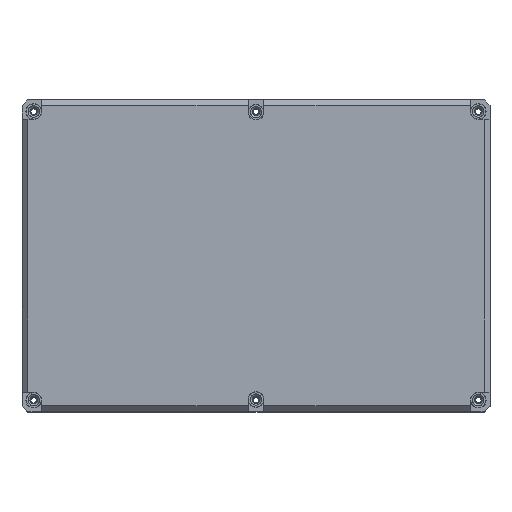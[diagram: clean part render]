
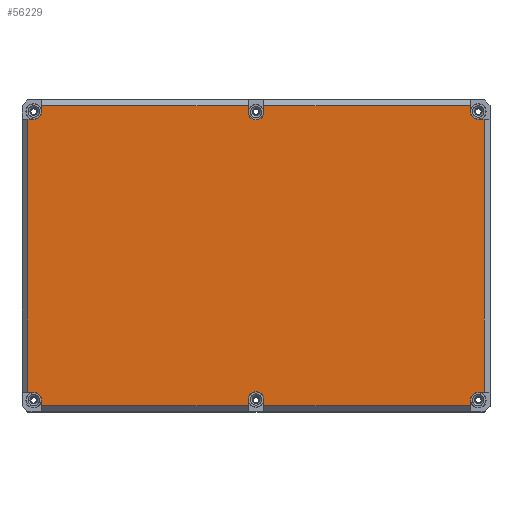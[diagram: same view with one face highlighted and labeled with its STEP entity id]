
A CAD part, top view. The second image highlights one B-rep face of the part: STEP entity #56229.
In plain terms, the highlighted planar face has unit normal (0, 0, 1).
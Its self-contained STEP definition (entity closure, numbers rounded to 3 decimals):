
#47380=DIRECTION('',(-1.,0.,0.));
#47381=VECTOR('',#47380,105.948);
#47382=CARTESIAN_POINT('',(109.974,77.,45.));
#47383=LINE('',#47382,#47381);
#47408=DIRECTION('',(-1.,0.,0.));
#47409=VECTOR('',#47408,105.948);
#47410=CARTESIAN_POINT('',(-4.026,77.,45.));
#47411=LINE('',#47410,#47409);
#47508=DIRECTION('',(0.,1.,0.));
#47509=VECTOR('',#47508,139.948);
#47510=CARTESIAN_POINT('',(117.,-69.974,45.));
#47511=LINE('',#47510,#47509);
#47676=DIRECTION('',(1.,0.,0.));
#47677=VECTOR('',#47676,105.948);
#47678=CARTESIAN_POINT('',(4.026,-77.,45.));
#47679=LINE('',#47678,#47677);
#47704=DIRECTION('',(1.,0.,0.));
#47705=VECTOR('',#47704,105.948);
#47706=CARTESIAN_POINT('',(-109.974,-77.,45.));
#47707=LINE('',#47706,#47705);
#47718=DIRECTION('',(0.,-1.,0.));
#47719=VECTOR('',#47718,3.);
#47720=CARTESIAN_POINT('',(109.974,77.,45.));
#47721=LINE('',#47720,#47719);
#47725=CARTESIAN_POINT('',(114.,74.,45.));
#47726=DIRECTION('',(0.,0.,1.));
#47727=DIRECTION('',(-1.,0.,0.));
#47728=AXIS2_PLACEMENT_3D('',#47725,#47726,#47727);
#47733=DIRECTION('',(-1.,0.,0.));
#47734=VECTOR('',#47733,3.);
#47735=CARTESIAN_POINT('',(117.,69.974,45.));
#47736=LINE('',#47735,#47734);
#47740=DIRECTION('',(-1.,0.,0.));
#47741=VECTOR('',#47740,3.);
#47742=CARTESIAN_POINT('',(117.,-69.974,45.));
#47743=LINE('',#47742,#47741);
#47747=CARTESIAN_POINT('',(114.,-74.,45.));
#47748=DIRECTION('',(0.,0.,1.));
#47749=DIRECTION('',(0.,1.,0.));
#47750=AXIS2_PLACEMENT_3D('',#47747,#47748,#47749);
#47755=DIRECTION('',(0.,1.,0.));
#47756=VECTOR('',#47755,3.);
#47757=CARTESIAN_POINT('',(109.974,-77.,45.));
#47758=LINE('',#47757,#47756);
#47762=DIRECTION('',(0.,1.,0.));
#47763=VECTOR('',#47762,3.3);
#47764=CARTESIAN_POINT('',(4.026,-77.,45.));
#47765=LINE('',#47764,#47763);
#47769=CARTESIAN_POINT('',(0.,-73.7,45.));
#47770=DIRECTION('',(0.,0.,1.));
#47771=DIRECTION('',(1.,0.,0.));
#47772=AXIS2_PLACEMENT_3D('',#47769,#47770,#47771);
#47777=DIRECTION('',(0.,1.,0.));
#47778=VECTOR('',#47777,3.3);
#47779=CARTESIAN_POINT('',(-4.026,-77.,45.));
#47780=LINE('',#47779,#47778);
#47784=DIRECTION('',(0.,1.,0.));
#47785=VECTOR('',#47784,3.);
#47786=CARTESIAN_POINT('',(-109.974,-77.,45.));
#47787=LINE('',#47786,#47785);
#47791=CARTESIAN_POINT('',(-114.,-74.,45.));
#47792=DIRECTION('',(0.,0.,1.));
#47793=DIRECTION('',(1.,0.,0.));
#47794=AXIS2_PLACEMENT_3D('',#47791,#47792,#47793);
#47799=DIRECTION('',(1.,0.,0.));
#47800=VECTOR('',#47799,3.);
#47801=CARTESIAN_POINT('',(-117.,-69.974,45.));
#47802=LINE('',#47801,#47800);
#47806=DIRECTION('',(1.,0.,0.));
#47807=VECTOR('',#47806,3.);
#47808=CARTESIAN_POINT('',(-117.,69.974,45.));
#47809=LINE('',#47808,#47807);
#47813=CARTESIAN_POINT('',(-114.,74.,45.));
#47814=DIRECTION('',(0.,0.,1.));
#47815=DIRECTION('',(0.,-1.,0.));
#47816=AXIS2_PLACEMENT_3D('',#47813,#47814,#47815);
#47821=DIRECTION('',(0.,-1.,0.));
#47822=VECTOR('',#47821,3.);
#47823=CARTESIAN_POINT('',(-109.974,77.,45.));
#47824=LINE('',#47823,#47822);
#47828=DIRECTION('',(0.,-1.,0.));
#47829=VECTOR('',#47828,3.3);
#47830=CARTESIAN_POINT('',(-4.026,77.,45.));
#47831=LINE('',#47830,#47829);
#47835=CARTESIAN_POINT('',(0.,73.7,45.));
#47836=DIRECTION('',(0.,0.,1.));
#47837=DIRECTION('',(-1.,0.,0.));
#47838=AXIS2_PLACEMENT_3D('',#47835,#47836,#47837);
#47843=DIRECTION('',(0.,-1.,0.));
#47844=VECTOR('',#47843,3.3);
#47845=CARTESIAN_POINT('',(4.026,77.,45.));
#47846=LINE('',#47845,#47844);
#47973=DIRECTION('',(0.,-1.,0.));
#47974=VECTOR('',#47973,139.948);
#47975=CARTESIAN_POINT('',(-117.,69.974,45.));
#47976=LINE('',#47975,#47974);
#50902=CARTESIAN_POINT('',(109.974,77.,45.));
#50903=CARTESIAN_POINT('',(109.974,74.,45.));
#50904=VERTEX_POINT('',#50902);
#50905=VERTEX_POINT('',#50903);
#50906=CARTESIAN_POINT('',(114.,69.974,45.));
#50907=VERTEX_POINT('',#50906);
#50908=CARTESIAN_POINT('',(117.,69.974,45.));
#50909=VERTEX_POINT('',#50908);
#50910=CARTESIAN_POINT('',(-4.026,77.,45.));
#50911=CARTESIAN_POINT('',(-4.026,73.7,45.));
#50912=VERTEX_POINT('',#50910);
#50913=VERTEX_POINT('',#50911);
#50914=CARTESIAN_POINT('',(4.026,73.7,45.));
#50915=VERTEX_POINT('',#50914);
#50916=CARTESIAN_POINT('',(4.026,77.,45.));
#50917=VERTEX_POINT('',#50916);
#50918=CARTESIAN_POINT('',(-114.,69.974,45.));
#50919=CARTESIAN_POINT('',(-109.974,74.,45.));
#50920=VERTEX_POINT('',#50918);
#50921=VERTEX_POINT('',#50919);
#50922=CARTESIAN_POINT('',(-109.974,77.,45.));
#50923=VERTEX_POINT('',#50922);
#50924=CARTESIAN_POINT('',(-117.,69.974,45.));
#50925=VERTEX_POINT('',#50924);
#50926=CARTESIAN_POINT('',(117.,-69.974,45.));
#50927=CARTESIAN_POINT('',(114.,-69.974,45.));
#50928=VERTEX_POINT('',#50926);
#50929=VERTEX_POINT('',#50927);
#50930=CARTESIAN_POINT('',(109.974,-74.,45.));
#50931=VERTEX_POINT('',#50930);
#50932=CARTESIAN_POINT('',(109.974,-77.,45.));
#50933=VERTEX_POINT('',#50932);
#50934=CARTESIAN_POINT('',(4.026,-77.,45.));
#50935=CARTESIAN_POINT('',(4.026,-73.7,45.));
#50936=VERTEX_POINT('',#50934);
#50937=VERTEX_POINT('',#50935);
#50938=CARTESIAN_POINT('',(-4.026,-73.7,45.));
#50939=VERTEX_POINT('',#50938);
#50940=CARTESIAN_POINT('',(-4.026,-77.,45.));
#50941=VERTEX_POINT('',#50940);
#50942=CARTESIAN_POINT('',(-117.,-69.974,45.));
#50943=CARTESIAN_POINT('',(-114.,-69.974,45.));
#50944=VERTEX_POINT('',#50942);
#50945=VERTEX_POINT('',#50943);
#50946=CARTESIAN_POINT('',(-109.974,-77.,45.));
#50947=CARTESIAN_POINT('',(-109.974,-74.,45.));
#50948=VERTEX_POINT('',#50946);
#50949=VERTEX_POINT('',#50947);
#56186=CARTESIAN_POINT('',(0.,0.,45.));
#56187=DIRECTION('',(0.,0.,1.));
#56188=DIRECTION('',(1.,0.,0.));
#56189=AXIS2_PLACEMENT_3D('',#56186,#56187,#56188);
#56190=PLANE('',#56189);
#56191=ORIENTED_EDGE('',*,*,#55958,.T.);
#56192=ORIENTED_EDGE('',*,*,#55976,.T.);
#56193=ORIENTED_EDGE('',*,*,#56031,.F.);
#56194=ORIENTED_EDGE('',*,*,#56047,.F.);
#56196=ORIENTED_EDGE('',*,*,#56195,.T.);
#56198=ORIENTED_EDGE('',*,*,#56197,.T.);
#56199=ORIENTED_EDGE('',*,*,#56179,.F.);
#56200=ORIENTED_EDGE('',*,*,#56152,.F.);
#56202=ORIENTED_EDGE('',*,*,#56201,.T.);
#56204=ORIENTED_EDGE('',*,*,#56203,.T.);
#56206=ORIENTED_EDGE('',*,*,#56205,.F.);
#56207=ORIENTED_EDGE('',*,*,#56167,.F.);
#56209=ORIENTED_EDGE('',*,*,#56208,.T.);
#56210=ORIENTED_EDGE('',*,*,#55689,.T.);
#56212=ORIENTED_EDGE('',*,*,#56211,.F.);
#56214=ORIENTED_EDGE('',*,*,#56213,.F.);
#56216=ORIENTED_EDGE('',*,*,#56215,.T.);
#56217=ORIENTED_EDGE('',*,*,#55870,.T.);
#56218=ORIENTED_EDGE('',*,*,#55913,.F.);
#56219=ORIENTED_EDGE('',*,*,#55942,.F.);
#56221=ORIENTED_EDGE('',*,*,#56220,.T.);
#56223=ORIENTED_EDGE('',*,*,#56222,.T.);
#56225=ORIENTED_EDGE('',*,*,#56224,.F.);
#56226=ORIENTED_EDGE('',*,*,#55926,.F.);
#56227=EDGE_LOOP('',(#56191,#56192,#56193,#56194,#56196,#56198,#56199,#56200,
#56202,#56204,#56206,#56207,#56209,#56210,#56212,#56214,#56216,#56217,#56218,
#56219,#56221,#56223,#56225,#56226));
#56228=FACE_OUTER_BOUND('',#56227,.F.);
#56229=ADVANCED_FACE('',(#56228),#56190,.T.);
#47729=CIRCLE('',#47728,4.026);
#47751=CIRCLE('',#47750,4.026);
#47773=CIRCLE('',#47772,4.026);
#47795=CIRCLE('',#47794,4.026);
#47817=CIRCLE('',#47816,4.026);
#47839=CIRCLE('',#47838,4.026);
#55689=EDGE_CURVE('',#50949,#50945,#47795,.T.);
#55870=EDGE_CURVE('',#50920,#50921,#47817,.T.);
#55913=EDGE_CURVE('',#50923,#50921,#47824,.T.);
#55926=EDGE_CURVE('',#50904,#50917,#47383,.T.);
#55942=EDGE_CURVE('',#50912,#50923,#47411,.T.);
#55958=EDGE_CURVE('',#50904,#50905,#47721,.T.);
#55976=EDGE_CURVE('',#50905,#50907,#47729,.T.);
#56031=EDGE_CURVE('',#50909,#50907,#47736,.T.);
#56047=EDGE_CURVE('',#50928,#50909,#47511,.T.);
#56152=EDGE_CURVE('',#50936,#50933,#47679,.T.);
#56167=EDGE_CURVE('',#50948,#50941,#47707,.T.);
#56179=EDGE_CURVE('',#50933,#50931,#47758,.T.);
#56195=EDGE_CURVE('',#50928,#50929,#47743,.T.);
#56197=EDGE_CURVE('',#50929,#50931,#47751,.T.);
#56201=EDGE_CURVE('',#50936,#50937,#47765,.T.);
#56203=EDGE_CURVE('',#50937,#50939,#47773,.T.);
#56205=EDGE_CURVE('',#50941,#50939,#47780,.T.);
#56208=EDGE_CURVE('',#50948,#50949,#47787,.T.);
#56211=EDGE_CURVE('',#50944,#50945,#47802,.T.);
#56213=EDGE_CURVE('',#50925,#50944,#47976,.T.);
#56215=EDGE_CURVE('',#50925,#50920,#47809,.T.);
#56220=EDGE_CURVE('',#50912,#50913,#47831,.T.);
#56222=EDGE_CURVE('',#50913,#50915,#47839,.T.);
#56224=EDGE_CURVE('',#50917,#50915,#47846,.T.);
